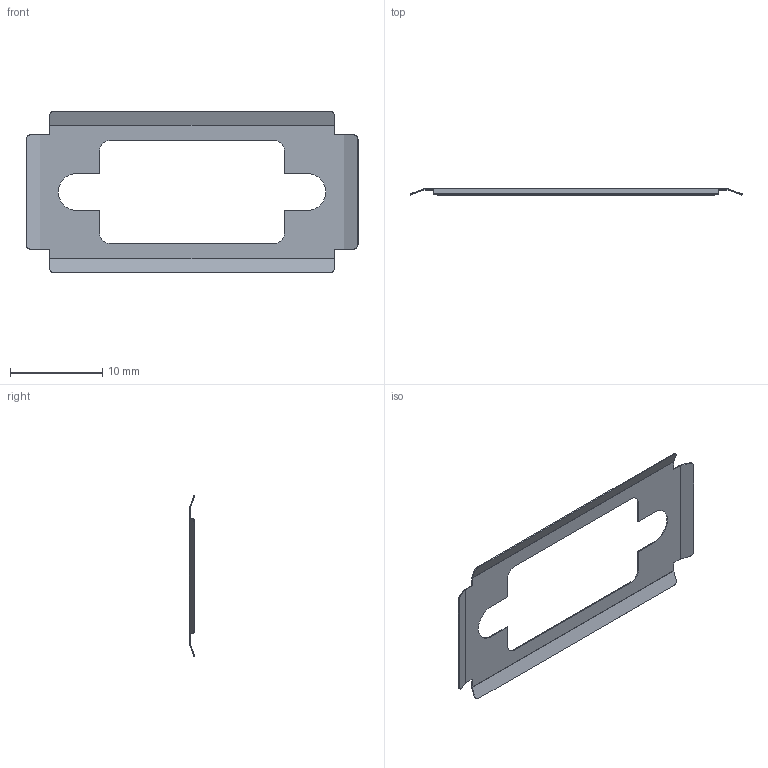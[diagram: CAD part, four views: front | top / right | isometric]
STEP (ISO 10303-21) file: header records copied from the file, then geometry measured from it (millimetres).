
FILE_DESCRIPTION(('Creo Elements/Direct Modeling STEP Export'),'2;1');
FILE_NAME('model.stp','2019-05-10T 1:38:48',(''),(''),'Creo Elements/Direct Modeling STEP processor for AP214 (Solid Model)','Creo Elements/Direct Modeling 20.1A 29-Sep-2018 (C) Parametric Technology GmbH','');
FILE_SCHEMA(('AUTOMOTIVE_DESIGN { 1 0 10303 214 1 1 1 1 }'));
Length unit declared in the file: millimetre
Products named in the file (2): VS-09-A-EMV-S
Assembly tree (1 placements, depth 2):
  VS-09-A-EMV-S
    VS-09-A-EMV-S
Bounding box: 36 x 0.63 x 17.5 mm (x, y, z)
Volume: 35.2 mm3; surface area: 731 mm2
Topology: 1 solids, 1 shells, 54 faces, 156 edges, 104 vertices
Faces by surface type: plane 32, cylinder 22
Entity records: 2255 total; most frequent: CARTESIAN_POINT 314, ORIENTED_EDGE 312, DIRECTION 308, EDGE_CURVE 156, VECTOR 112, LINE 112, VERTEX_POINT 104, AXIS2_PLACEMENT_3D 98
